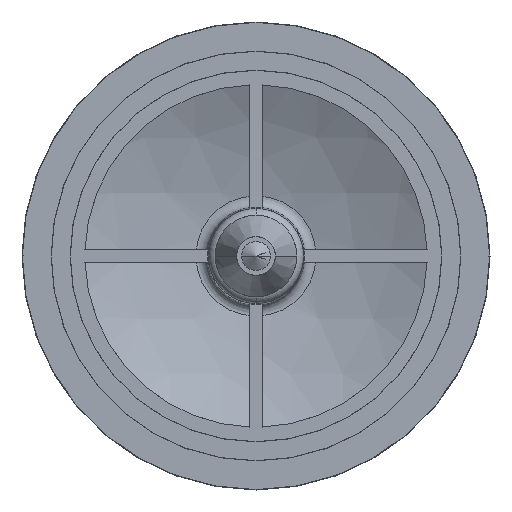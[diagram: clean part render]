
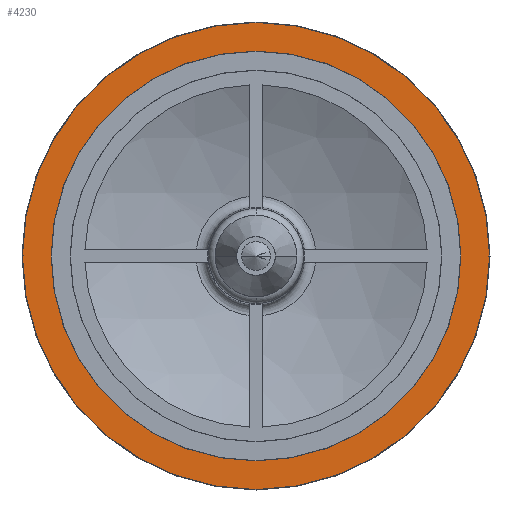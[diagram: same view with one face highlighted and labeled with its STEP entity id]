
A CAD part, front view. The second image highlights one B-rep face of the part: STEP entity #4230.
In plain terms, the highlighted planar face has unit normal (0, -1, 0).
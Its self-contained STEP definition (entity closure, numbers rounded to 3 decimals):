
#56 = CARTESIAN_POINT ( 'NONE',  ( 0., 0., 0. ) ) ;
#61 = DIRECTION ( 'NONE',  ( 0., -1., 0. ) ) ;
#191 = CARTESIAN_POINT ( 'NONE',  ( 0., 0., 0. ) ) ;
#219 = DIRECTION ( 'NONE',  ( 0., -1., 0. ) ) ;
#277 = VERTEX_POINT ( 'NONE', #3321 ) ;
#308 = EDGE_LOOP ( 'NONE', ( #2964, #2460 ) ) ;
#404 = AXIS2_PLACEMENT_3D ( 'NONE', #3848, #61, #2458 ) ;
#447 = EDGE_CURVE ( 'NONE', #277, #4073, #648, .T. ) ;
#527 = DIRECTION ( 'NONE',  ( 0., 0., -1. ) ) ;
#648 = CIRCLE ( 'NONE', #2025, 42.5 ) ;
#728 = PLANE ( 'NONE',  #404 ) ;
#750 = CARTESIAN_POINT ( 'NONE',  ( 0., 0., -48.444 ) ) ;
#803 = CIRCLE ( 'NONE', #1872, 48.444 ) ;
#1277 = CARTESIAN_POINT ( 'NONE',  ( 0., 0., 0. ) ) ;
#1557 = VERTEX_POINT ( 'NONE', #1868 ) ;
#1624 = DIRECTION ( 'NONE',  ( 0., 0., -1. ) ) ;
#1709 = ORIENTED_EDGE ( 'NONE', *, *, #447, .F. ) ;
#1712 = ORIENTED_EDGE ( 'NONE', *, *, #2226, .F. ) ;
#1868 = CARTESIAN_POINT ( 'NONE',  ( 0., 0., 48.444 ) ) ;
#1872 = AXIS2_PLACEMENT_3D ( 'NONE', #2272, #219, #2624 ) ;
#1991 = FACE_BOUND ( 'NONE', #2340, .T. ) ;
#2025 = AXIS2_PLACEMENT_3D ( 'NONE', #56, #3474, #2085 ) ;
#2085 = DIRECTION ( 'NONE',  ( 0., 0., -1. ) ) ;
#2226 = EDGE_CURVE ( 'NONE', #4073, #277, #2720, .T. ) ;
#2272 = CARTESIAN_POINT ( 'NONE',  ( 0., 0., 0. ) ) ;
#2340 = EDGE_LOOP ( 'NONE', ( #1709, #1712 ) ) ;
#2458 = DIRECTION ( 'NONE',  ( 0., 0., -1. ) ) ;
#2460 = ORIENTED_EDGE ( 'NONE', *, *, #4140, .T. ) ;
#2521 = VERTEX_POINT ( 'NONE', #750 ) ;
#2586 = DIRECTION ( 'NONE',  ( 0., -1., 0. ) ) ;
#2624 = DIRECTION ( 'NONE',  ( 0., 0., -1. ) ) ;
#2720 = CIRCLE ( 'NONE', #4447, 42.5 ) ;
#2964 = ORIENTED_EDGE ( 'NONE', *, *, #4384, .T. ) ;
#3026 = FACE_OUTER_BOUND ( 'NONE', #308, .T. ) ;
#3177 = AXIS2_PLACEMENT_3D ( 'NONE', #191, #2586, #527 ) ;
#3321 = CARTESIAN_POINT ( 'NONE',  ( 0., 0., -42.5 ) ) ;
#3474 = DIRECTION ( 'NONE',  ( 0., -1., 0. ) ) ;
#3708 = DIRECTION ( 'NONE',  ( 0., -1., 0. ) ) ;
#3848 = CARTESIAN_POINT ( 'NONE',  ( 48.75, 0., 0. ) ) ;
#4073 = VERTEX_POINT ( 'NONE', #4292 ) ;
#4140 = EDGE_CURVE ( 'NONE', #1557, #2521, #803, .T. ) ;
#4230 = ADVANCED_FACE ( 'NONE', ( #3026, #1991 ), #728, .T. ) ;
#4292 = CARTESIAN_POINT ( 'NONE',  ( 0., 0., 42.5 ) ) ;
#4323 = CIRCLE ( 'NONE', #3177, 48.444 ) ;
#4384 = EDGE_CURVE ( 'NONE', #2521, #1557, #4323, .T. ) ;
#4447 = AXIS2_PLACEMENT_3D ( 'NONE', #1277, #3708, #1624 ) ;
